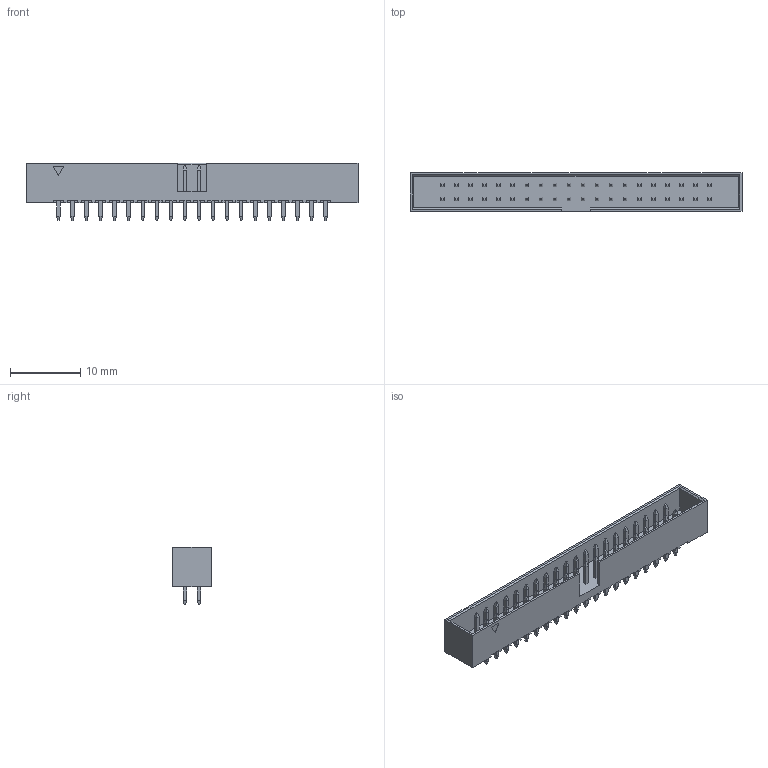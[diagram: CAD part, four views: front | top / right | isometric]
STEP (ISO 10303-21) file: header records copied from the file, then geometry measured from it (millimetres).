
FILE_DESCRIPTION(/* description */ ('Unknown'),/* implementation_level */ '2;1');
FILE_NAME(/* name */ '62504021621',/* time_stamp */ '2018-10-31T14:48:14+01:00',/* author */ ('Unknown'),/* organization */ ('Unknown'),/* preprocessor_version */ 'ST-DEVELOPER v16.7',/* originating_system */ 'DEX',/* authorisation */ $);
FILE_SCHEMA (('AUTOMOTIVE_DESIGN {1 0 10303 214 3 1 1}'));
Length unit declared in the file: millimetre
Products named in the file (3): 6250xx21621; 62504021621; 6250xx21621_PIN
Assembly tree (41 placements, depth 2):
  6250xx21621
    62504021621
    6250xx21621_PIN  x40
Bounding box: 47.2 x 5.5 x 8.15 mm (x, y, z)
Volume: 625.9 mm3; surface area: 2218.6 mm2
Topology: 41 solids, 41 shells, 983 faces, 2376 edges, 1476 vertices
Faces by surface type: plane 983
Entity records: 14750 total; most frequent: CARTESIAN_POINT 2615, ORIENTED_EDGE 2568, DIRECTION 2242, EDGE_CURVE 1284, LINE 1284, VECTOR 1284, VERTEX_POINT 852, EDGE_LOOP 518
